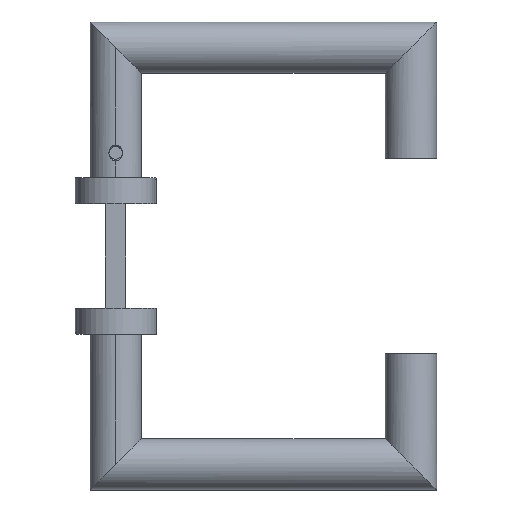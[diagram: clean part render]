
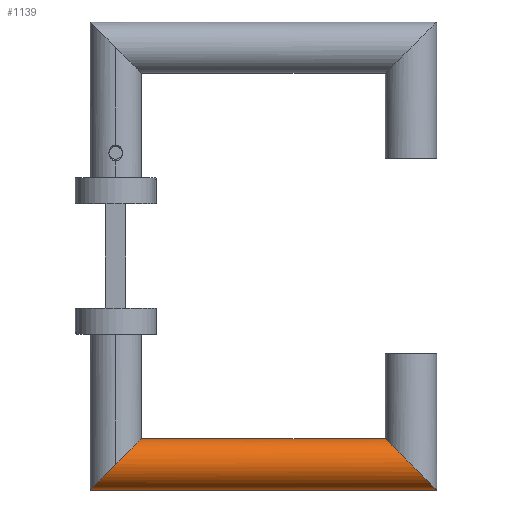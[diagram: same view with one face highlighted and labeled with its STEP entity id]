
A CAD part, left-side view. The second image highlights one B-rep face of the part: STEP entity #1139.
In plain terms, the highlighted cylindrical face has radius 10 mm (diameter 20 mm), a partial arc.
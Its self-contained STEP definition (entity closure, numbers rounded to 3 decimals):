
#226 = EDGE_CURVE ( 'NONE', #2309, #1878, #2869, .T. ) ;
#537 = CARTESIAN_POINT ( 'NONE',  ( 0., -10., -41. ) ) ;
#623 = CARTESIAN_POINT ( 'NONE',  ( -20., -105., -41. ) ) ;
#647 = VERTEX_POINT ( 'NONE', #2287 ) ;
#693 =( BOUNDED_CURVE ( )  B_SPLINE_CURVE ( 3, ( #988, #4652, #4315, #537 ),
 .UNSPECIFIED., .F., .F. ) 
 B_SPLINE_CURVE_WITH_KNOTS ( ( 4, 4 ),
 ( 1.571, 3.142 ),
 .UNSPECIFIED. ) 
 CURVE ( )  GEOMETRIC_REPRESENTATION_ITEM ( )  RATIONAL_B_SPLINE_CURVE ( ( 1., 0.805, 0.805, 1. ) ) 
 REPRESENTATION_ITEM ( '' )  );
#741 = CARTESIAN_POINT ( 'NONE',  ( 0., 10., -61. ) ) ;
#838 = CARTESIAN_POINT ( 'NONE',  ( 0., -105., -41. ) ) ;
#988 = CARTESIAN_POINT ( 'NONE',  ( -10., 0., -51. ) ) ;
#1071 = CARTESIAN_POINT ( 'NONE',  ( 0., -125., -61. ) ) ;
#1113 = EDGE_CURVE ( 'NONE', #3692, #4485, #4205, .T. ) ;
#1139 = ADVANCED_FACE ( 'NONE', ( #2684 ), #3701, .T. ) ;
#1397 = AXIS2_PLACEMENT_3D ( 'NONE', #4093, #1875, #1528 ) ;
#1458 = CARTESIAN_POINT ( 'NONE',  ( 0., 22.1, -61. ) ) ;
#1528 = DIRECTION ( 'NONE',  ( 0., 0., -1. ) ) ;
#1875 = DIRECTION ( 'NONE',  ( 0., -1., 0. ) ) ;
#1878 = VERTEX_POINT ( 'NONE', #838 ) ;
#1901 = CARTESIAN_POINT ( 'NONE',  ( -5.858, 10., -61. ) ) ;
#1993 = EDGE_CURVE ( 'NONE', #4485, #2309, #693, .T. ) ;
#2025 = ORIENTED_EDGE ( 'NONE', *, *, #1993, .F. ) ;
#2247 = CARTESIAN_POINT ( 'NONE',  ( -10., 0., -51. ) ) ;
#2280 = CARTESIAN_POINT ( 'NONE',  ( -10., 5.858, -56.858 ) ) ;
#2287 = CARTESIAN_POINT ( 'NONE',  ( 0., -125., -61. ) ) ;
#2309 = VERTEX_POINT ( 'NONE', #4121 ) ;
#2517 = EDGE_CURVE ( 'NONE', #3692, #647, #4307, .T. ) ;
#2536 = VECTOR ( 'NONE', #2912, 1000. ) ;
#2550 = ORIENTED_EDGE ( 'NONE', *, *, #2517, .T. ) ;
#2684 = FACE_OUTER_BOUND ( 'NONE', #3300, .T. ) ;
#2857 = CARTESIAN_POINT ( 'NONE',  ( 0., -105., -41. ) ) ;
#2869 = LINE ( 'NONE', #2892, #4056 ) ;
#2892 = CARTESIAN_POINT ( 'NONE',  ( 0., 22.1, -41. ) ) ;
#2912 = DIRECTION ( 'NONE',  ( 0., -1., 0. ) ) ;
#3159 = ORIENTED_EDGE ( 'NONE', *, *, #1113, .F. ) ;
#3251 = CARTESIAN_POINT ( 'NONE',  ( -20., -125., -61. ) ) ;
#3300 = EDGE_LOOP ( 'NONE', ( #3807, #2025, #3159, #2550, #4645 ) ) ;
#3530 =( BOUNDED_CURVE ( )  B_SPLINE_CURVE ( 3, ( #1071, #3251, #623, #2857 ),
 .UNSPECIFIED., .F., .T. ) 
 B_SPLINE_CURVE_WITH_KNOTS ( ( 4, 4 ),
 ( 0., 3.142 ),
 .UNSPECIFIED. ) 
 CURVE ( )  GEOMETRIC_REPRESENTATION_ITEM ( )  RATIONAL_B_SPLINE_CURVE ( ( 1., 0.333, 0.333, 1. ) ) 
 REPRESENTATION_ITEM ( '' )  );
#3692 = VERTEX_POINT ( 'NONE', #4306 ) ;
#3701 = CYLINDRICAL_SURFACE ( 'NONE', #1397, 10. ) ;
#3807 = ORIENTED_EDGE ( 'NONE', *, *, #226, .F. ) ;
#3978 = DIRECTION ( 'NONE',  ( 0., -1., 0. ) ) ;
#4056 = VECTOR ( 'NONE', #3978, 1000. ) ;
#4093 = CARTESIAN_POINT ( 'NONE',  ( 0., 22.1, -51. ) ) ;
#4121 = CARTESIAN_POINT ( 'NONE',  ( 0., -10., -41. ) ) ;
#4205 =( BOUNDED_CURVE ( )  B_SPLINE_CURVE ( 3, ( #741, #1901, #2280, #4469 ),
 .UNSPECIFIED., .F., .F. ) 
 B_SPLINE_CURVE_WITH_KNOTS ( ( 4, 4 ),
 ( 0., 1.571 ),
 .UNSPECIFIED. ) 
 CURVE ( )  GEOMETRIC_REPRESENTATION_ITEM ( )  RATIONAL_B_SPLINE_CURVE ( ( 1., 0.805, 0.805, 1. ) ) 
 REPRESENTATION_ITEM ( '' )  );
#4306 = CARTESIAN_POINT ( 'NONE',  ( 0., 10., -61. ) ) ;
#4307 = LINE ( 'NONE', #1458, #2536 ) ;
#4315 = CARTESIAN_POINT ( 'NONE',  ( -5.858, -10., -41. ) ) ;
#4373 = EDGE_CURVE ( 'NONE', #647, #1878, #3530, .T. ) ;
#4469 = CARTESIAN_POINT ( 'NONE',  ( -10., 0., -51. ) ) ;
#4485 = VERTEX_POINT ( 'NONE', #2247 ) ;
#4645 = ORIENTED_EDGE ( 'NONE', *, *, #4373, .T. ) ;
#4652 = CARTESIAN_POINT ( 'NONE',  ( -10., -5.858, -45.142 ) ) ;
